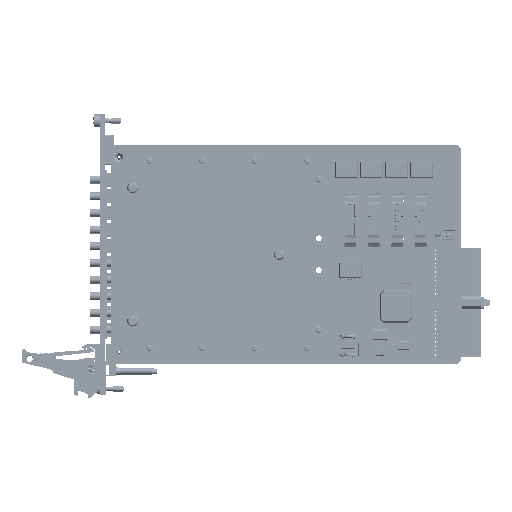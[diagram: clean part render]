
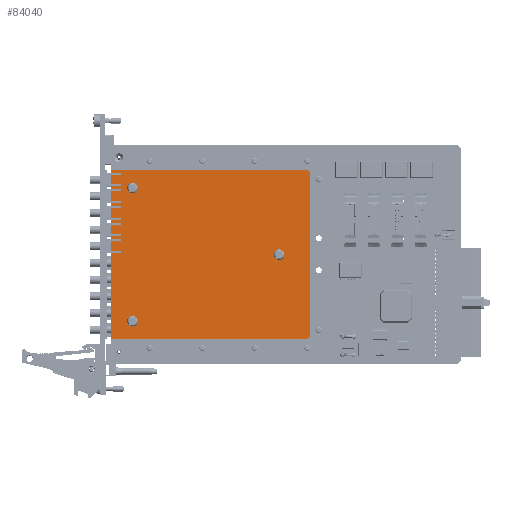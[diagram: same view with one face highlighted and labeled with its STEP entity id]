
A CAD part, top view. The second image highlights one B-rep face of the part: STEP entity #84040.
In plain terms, the highlighted planar face has unit normal (0, 0, 1).
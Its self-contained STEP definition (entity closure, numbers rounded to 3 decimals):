
#34178 = EDGE_LOOP ( 'NONE', ( #245913 ) ) ;
#34258 = EDGE_LOOP ( 'NONE', ( #245910 ) ) ;
#34457 = EDGE_LOOP ( 'NONE', ( #245911 ) ) ;
#34485 = EDGE_LOOP ( 'NONE', ( #245898, #245900, #245902, #245904, #245906, #245908 ) ) ;
#42913 = CARTESIAN_POINT ( 'NONE',  ( 7.573, 25.921, 15.248 ) ) ;
#42914 = DIRECTION ( 'NONE',  ( 0., 0., -1. ) ) ;
#42915 = DIRECTION ( 'NONE',  ( -1., 0., 0. ) ) ;
#42929 = CARTESIAN_POINT ( 'NONE',  ( 9.373, -47.879, 15.248 ) ) ;
#42931 = DIRECTION ( 'NONE',  ( 0., -1., 0. ) ) ;
#42940 = DIRECTION ( 'NONE',  ( -1., 0., 0. ) ) ;
#42943 = CARTESIAN_POINT ( 'NONE',  ( 7.573, -47.879, 15.248 ) ) ;
#42945 = DIRECTION ( 'NONE',  ( 0., 0., -1. ) ) ;
#42947 = DIRECTION ( 'NONE',  ( -1., 0., 0. ) ) ;
#42948 = CARTESIAN_POINT ( 'NONE',  ( -81.827, -49.679, 15.248 ) ) ;
#42950 = CARTESIAN_POINT ( 'NONE',  ( -81.827, 29.721, 15.248 ) ) ;
#42964 = CARTESIAN_POINT ( 'NONE',  ( 7.573, 27.721, 15.248 ) ) ;
#42967 = DIRECTION ( 'NONE',  ( 1., 0., 0. ) ) ;
#42969 = DIRECTION ( 'NONE',  ( 0., 1., 0. ) ) ;
#42975 = CARTESIAN_POINT ( 'NONE',  ( -4.827, -10.979, 15.248 ) ) ;
#42977 = DIRECTION ( 'NONE',  ( 0., 0., -1. ) ) ;
#42979 = DIRECTION ( 'NONE',  ( 1., 0., 0. ) ) ;
#42982 = CARTESIAN_POINT ( 'NONE',  ( -71.827, 19.511, 15.248 ) ) ;
#42984 = DIRECTION ( 'NONE',  ( 0., 0., -1. ) ) ;
#42986 = DIRECTION ( 'NONE',  ( 1., 0., 0. ) ) ;
#42988 = CARTESIAN_POINT ( 'NONE',  ( -71.827, -41.449, 15.248 ) ) ;
#42990 = DIRECTION ( 'NONE',  ( 0., 0., -1. ) ) ;
#42992 = DIRECTION ( 'NONE',  ( 1., 0., 0. ) ) ;
#52630 = AXIS2_PLACEMENT_3D ( 'NONE', #42913, #42914, #42915 ) ;
#52635 = AXIS2_PLACEMENT_3D ( 'NONE', #42943, #42945, #42947 ) ;
#52639 = AXIS2_PLACEMENT_3D ( 'NONE', #42975, #42977, #42979 ) ;
#52641 = AXIS2_PLACEMENT_3D ( 'NONE', #42982, #42984, #42986 ) ;
#52644 = AXIS2_PLACEMENT_3D ( 'NONE', #42988, #42990, #42992 ) ;
#84040 = ADVANCED_FACE ( 'NONE', ( #116979, #117008, #116986, #117001 ), #120798, .T. ) ;
#98887 = CARTESIAN_POINT ( 'NONE',  ( -3.077, -10.979, 15.248 ) ) ;
#98889 = CARTESIAN_POINT ( 'NONE',  ( -70.077, 19.511, 15.248 ) ) ;
#98891 = CARTESIAN_POINT ( 'NONE',  ( -70.077, -41.449, 15.248 ) ) ;
#99972 = VERTEX_POINT ( 'NONE', #98887 ) ;
#99974 = VERTEX_POINT ( 'NONE', #98889 ) ;
#99976 = VERTEX_POINT ( 'NONE', #98891 ) ;
#116297 = EDGE_CURVE ( 'NONE', #220846, #220869, #216984, .T. ) ;
#116318 = EDGE_CURVE ( 'NONE', #220869, #220871, #217002, .T. ) ;
#116332 = EDGE_CURVE ( 'NONE', #220871, #220876, #217025, .T. ) ;
#116350 = EDGE_CURVE ( 'NONE', #220876, #220850, #217040, .T. ) ;
#116369 = EDGE_CURVE ( 'NONE', #220880, #220846, #217055, .T. ) ;
#116377 = EDGE_CURVE ( 'NONE', #220850, #220880, #217034, .T. ) ;
#116382 = EDGE_CURVE ( 'NONE', #99972, #99972, #217062, .T. ) ;
#116385 = EDGE_CURVE ( 'NONE', #99974, #99974, #217083, .T. ) ;
#116392 = EDGE_CURVE ( 'NONE', #99976, #99976, #217086, .T. ) ;
#116979 = FACE_OUTER_BOUND ( 'NONE', #34485, .T. ) ;
#116986 = FACE_BOUND ( 'NONE', #34457, .T. ) ;
#117001 = FACE_BOUND ( 'NONE', #34178, .T. ) ;
#117008 = FACE_BOUND ( 'NONE', #34258, .T. ) ;
#120798 = PLANE ( 'NONE',  #244546 ) ;
#120830 = CARTESIAN_POINT ( 'NONE',  ( 9.473, -49.779, 15.248 ) ) ;
#120834 = DIRECTION ( 'NONE',  ( 0., 0., 1. ) ) ;
#120837 = DIRECTION ( 'NONE',  ( -1., 0., 0. ) ) ;
#163760 = CARTESIAN_POINT ( 'NONE',  ( 7.573, 27.721, 15.248 ) ) ;
#163774 = CARTESIAN_POINT ( 'NONE',  ( -81.827, -49.679, 15.248 ) ) ;
#163831 = CARTESIAN_POINT ( 'NONE',  ( 9.373, 25.921, 15.248 ) ) ;
#163836 = CARTESIAN_POINT ( 'NONE',  ( 9.373, -47.879, 15.248 ) ) ;
#163851 = CARTESIAN_POINT ( 'NONE',  ( 7.573, -49.679, 15.248 ) ) ;
#163862 = CARTESIAN_POINT ( 'NONE',  ( -81.827, 27.721, 15.248 ) ) ;
#216984 = CIRCLE ( 'NONE', #52630, 1.8 ) ;
#217002 = LINE ( 'NONE', #42929, #217013 ) ;
#217013 = VECTOR ( 'NONE', #42931, 1000. ) ;
#217025 = CIRCLE ( 'NONE', #52635, 1.8 ) ;
#217034 = LINE ( 'NONE', #42950, #217074 ) ;
#217040 = LINE ( 'NONE', #42948, #217046 ) ;
#217046 = VECTOR ( 'NONE', #42940, 1000. ) ;
#217055 = LINE ( 'NONE', #42964, #217066 ) ;
#217062 = CIRCLE ( 'NONE', #52639, 1.75 ) ;
#217066 = VECTOR ( 'NONE', #42967, 1000. ) ;
#217074 = VECTOR ( 'NONE', #42969, 1000. ) ;
#217083 = CIRCLE ( 'NONE', #52641, 1.75 ) ;
#217086 = CIRCLE ( 'NONE', #52644, 1.75 ) ;
#220846 = VERTEX_POINT ( 'NONE', #163760 ) ;
#220850 = VERTEX_POINT ( 'NONE', #163774 ) ;
#220869 = VERTEX_POINT ( 'NONE', #163831 ) ;
#220871 = VERTEX_POINT ( 'NONE', #163836 ) ;
#220876 = VERTEX_POINT ( 'NONE', #163851 ) ;
#220880 = VERTEX_POINT ( 'NONE', #163862 ) ;
#244546 = AXIS2_PLACEMENT_3D ( 'NONE', #120830, #120834, #120837 ) ;
#245898 = ORIENTED_EDGE ( 'NONE', *, *, #116350, .F. ) ;
#245900 = ORIENTED_EDGE ( 'NONE', *, *, #116332, .F. ) ;
#245902 = ORIENTED_EDGE ( 'NONE', *, *, #116318, .F. ) ;
#245904 = ORIENTED_EDGE ( 'NONE', *, *, #116297, .F. ) ;
#245906 = ORIENTED_EDGE ( 'NONE', *, *, #116369, .F. ) ;
#245908 = ORIENTED_EDGE ( 'NONE', *, *, #116377, .F. ) ;
#245910 = ORIENTED_EDGE ( 'NONE', *, *, #116382, .T. ) ;
#245911 = ORIENTED_EDGE ( 'NONE', *, *, #116385, .T. ) ;
#245913 = ORIENTED_EDGE ( 'NONE', *, *, #116392, .T. ) ;
